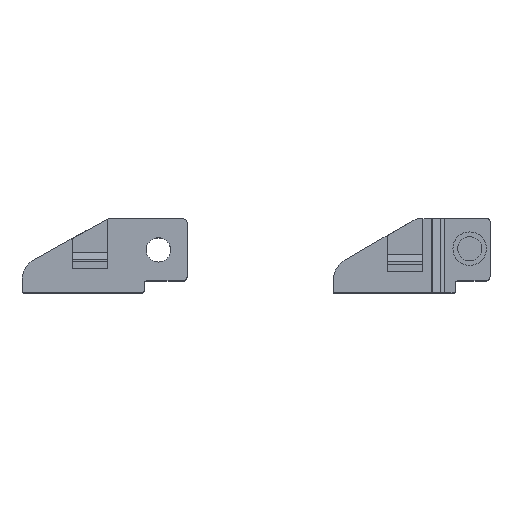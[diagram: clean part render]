
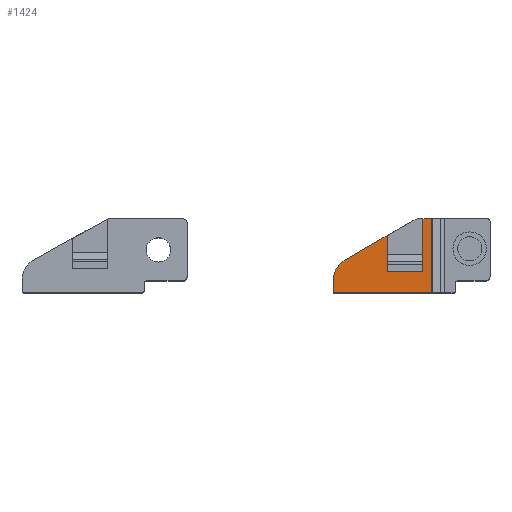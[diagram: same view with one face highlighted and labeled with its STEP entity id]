
A CAD part, top view. The second image highlights one B-rep face of the part: STEP entity #1424.
In plain terms, the highlighted planar face has unit normal (0, 0, 1).
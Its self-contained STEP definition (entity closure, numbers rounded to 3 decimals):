
#158 = VECTOR ( 'NONE', #2280, 1000. ) ;
#215 = VECTOR ( 'NONE', #15505, 1000. ) ;
#455 = DIRECTION ( 'NONE',  ( -0.5, 0.866, 0. ) ) ;
#510 = CARTESIAN_POINT ( 'NONE',  ( -15.949, -18.5, 40. ) ) ;
#791 = DIRECTION ( 'NONE',  ( 0., 1., 0. ) ) ;
#838 = VERTEX_POINT ( 'NONE', #12800 ) ;
#857 = DIRECTION ( 'NONE',  ( -1., 0., 0. ) ) ;
#1229 = CARTESIAN_POINT ( 'NONE',  ( -15.949, -18.5, 40. ) ) ;
#1307 = CARTESIAN_POINT ( 'NONE',  ( -57., -18., 40. ) ) ;
#1319 = VECTOR ( 'NONE', #791, 1000. ) ;
#1386 = DIRECTION ( 'NONE',  ( 0., -1., 0. ) ) ;
#1407 = VECTOR ( 'NONE', #1386, 1000. ) ;
#1424 = ADVANCED_FACE ( 'NONE', ( #11080 ), #14213, .T. ) ;
#2157 = LINE ( 'NONE', #8131, #1319 ) ;
#2280 = DIRECTION ( 'NONE',  ( 1., 0., 0. ) ) ;
#2310 = DIRECTION ( 'NONE',  ( 0., -1., 0. ) ) ;
#2708 = AXIS2_PLACEMENT_3D ( 'NONE', #15603, #14114, #14886 ) ;
#2714 = AXIS2_PLACEMENT_3D ( 'NONE', #18396, #17483, #455 ) ;
#3097 = CARTESIAN_POINT ( 'NONE',  ( -19.5, -9.5, 40. ) ) ;
#3432 = ORIENTED_EDGE ( 'NONE', *, *, #11102, .F. ) ;
#3769 = DIRECTION ( 'NONE',  ( -1., 0., 0. ) ) ;
#4401 = DIRECTION ( 'NONE',  ( 0.866, 0.5, 0. ) ) ;
#4670 = ORIENTED_EDGE ( 'NONE', *, *, #16346, .T. ) ;
#4770 = CARTESIAN_POINT ( 'NONE',  ( -56.5, -18.5, 40. ) ) ;
#4880 = ORIENTED_EDGE ( 'NONE', *, *, #13719, .F. ) ;
#5072 = AXIS2_PLACEMENT_3D ( 'NONE', #9651, #11220, #3769 ) ;
#5266 = LINE ( 'NONE', #6909, #15418 ) ;
#5461 = ORIENTED_EDGE ( 'NONE', *, *, #15193, .F. ) ;
#6402 = VECTOR ( 'NONE', #2310, 1000. ) ;
#6909 = CARTESIAN_POINT ( 'NONE',  ( -19.5, -9.5, 40. ) ) ;
#7091 = LINE ( 'NONE', #1307, #10578 ) ;
#7163 = LINE ( 'NONE', #7254, #1407 ) ;
#7254 = CARTESIAN_POINT ( 'NONE',  ( -19.5, 12.5, 40. ) ) ;
#8131 = CARTESIAN_POINT ( 'NONE',  ( -34.5, -9.5, 40. ) ) ;
#8820 = ORIENTED_EDGE ( 'NONE', *, *, #13892, .T. ) ;
#9651 = CARTESIAN_POINT ( 'NONE',  ( -56.5, -18., 40. ) ) ;
#9676 = VERTEX_POINT ( 'NONE', #4770 ) ;
#10578 = VECTOR ( 'NONE', #14927, 1000. ) ;
#10859 = VERTEX_POINT ( 'NONE', #14276 ) ;
#11080 = FACE_OUTER_BOUND ( 'NONE', #14946, .T. ) ;
#11102 = EDGE_CURVE ( 'NONE', #9676, #838, #12882, .T. ) ;
#11220 = DIRECTION ( 'NONE',  ( 0., 0., -1. ) ) ;
#11235 = LINE ( 'NONE', #12422, #6402 ) ;
#11808 = EDGE_CURVE ( 'NONE', #15619, #13204, #5266, .T. ) ;
#12422 = CARTESIAN_POINT ( 'NONE',  ( -15.949, 12.5, 40. ) ) ;
#12430 = ORIENTED_EDGE ( 'NONE', *, *, #11808, .T. ) ;
#12473 = LINE ( 'NONE', #510, #215 ) ;
#12800 = CARTESIAN_POINT ( 'NONE',  ( -57., -18., 40. ) ) ;
#12862 = CARTESIAN_POINT ( 'NONE',  ( -19.5, 12.5, 40. ) ) ;
#12882 = CIRCLE ( 'NONE', #5072, 0.5 ) ;
#12971 = VECTOR ( 'NONE', #4401, 1000. ) ;
#13204 = VERTEX_POINT ( 'NONE', #15556 ) ;
#13299 = VERTEX_POINT ( 'NONE', #14835 ) ;
#13475 = VERTEX_POINT ( 'NONE', #18470 ) ;
#13707 = CARTESIAN_POINT ( 'NONE',  ( -34.5, 5.456, 40. ) ) ;
#13719 = EDGE_CURVE ( 'NONE', #13299, #13475, #15914, .T. ) ;
#13892 = EDGE_CURVE ( 'NONE', #13299, #15619, #7163, .T. ) ;
#14114 = DIRECTION ( 'NONE',  ( 0., 0., 1. ) ) ;
#14213 = PLANE ( 'NONE',  #2708 ) ;
#14276 = CARTESIAN_POINT ( 'NONE',  ( -57., -13.308, 40. ) ) ;
#14783 = CARTESIAN_POINT ( 'NONE',  ( -52., -4.647, 40. ) ) ;
#14835 = CARTESIAN_POINT ( 'NONE',  ( -19.5, 12.5, 40. ) ) ;
#14841 = EDGE_CURVE ( 'NONE', #10859, #14861, #16179, .T. ) ;
#14861 = VERTEX_POINT ( 'NONE', #16917 ) ;
#14886 = DIRECTION ( 'NONE',  ( 1., 0., 0. ) ) ;
#14927 = DIRECTION ( 'NONE',  ( 0., 1., 0. ) ) ;
#14946 = EDGE_LOOP ( 'NONE', ( #4670, #17817, #15093, #16316, #3432, #5461, #17118, #4880, #8820, #12430 ) ) ;
#15093 = ORIENTED_EDGE ( 'NONE', *, *, #14841, .F. ) ;
#15193 = EDGE_CURVE ( 'NONE', #19254, #9676, #12473, .T. ) ;
#15418 = VECTOR ( 'NONE', #857, 1000. ) ;
#15505 = DIRECTION ( 'NONE',  ( -1., 0., 0. ) ) ;
#15556 = CARTESIAN_POINT ( 'NONE',  ( -34.5, -9.5, 40. ) ) ;
#15603 = CARTESIAN_POINT ( 'NONE',  ( -21.432, -4.946, 40. ) ) ;
#15619 = VERTEX_POINT ( 'NONE', #3097 ) ;
#15914 = LINE ( 'NONE', #12862, #158 ) ;
#15937 = EDGE_CURVE ( 'NONE', #838, #10859, #7091, .T. ) ;
#16080 = LINE ( 'NONE', #14783, #12971 ) ;
#16179 = CIRCLE ( 'NONE', #2714, 10. ) ;
#16316 = ORIENTED_EDGE ( 'NONE', *, *, #15937, .F. ) ;
#16346 = EDGE_CURVE ( 'NONE', #13204, #18621, #2157, .T. ) ;
#16917 = CARTESIAN_POINT ( 'NONE',  ( -52., -4.647, 40. ) ) ;
#17118 = ORIENTED_EDGE ( 'NONE', *, *, #19053, .F. ) ;
#17483 = DIRECTION ( 'NONE',  ( 0., 0., -1. ) ) ;
#17817 = ORIENTED_EDGE ( 'NONE', *, *, #18376, .F. ) ;
#18376 = EDGE_CURVE ( 'NONE', #14861, #18621, #16080, .T. ) ;
#18396 = CARTESIAN_POINT ( 'NONE',  ( -47., -13.308, 40. ) ) ;
#18470 = CARTESIAN_POINT ( 'NONE',  ( -15.949, 12.5, 40. ) ) ;
#18621 = VERTEX_POINT ( 'NONE', #13707 ) ;
#19053 = EDGE_CURVE ( 'NONE', #13475, #19254, #11235, .T. ) ;
#19254 = VERTEX_POINT ( 'NONE', #1229 ) ;
